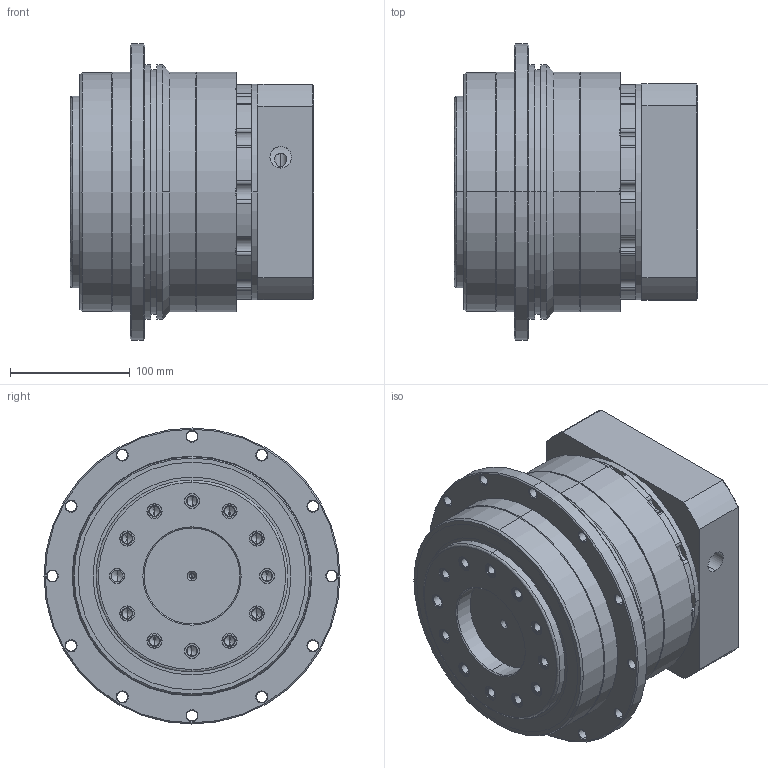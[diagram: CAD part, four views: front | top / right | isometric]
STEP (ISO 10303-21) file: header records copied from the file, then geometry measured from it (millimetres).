
FILE_DESCRIPTION (( 'STEP AP214' ), '1' );
FILE_NAME ('SD200-L1-35-114.3-200M12.STEP', '2022-02-25T00:10:07', ( 'admin' ), ( '' ), 'SwSTEP 2.0', 'SolidWorks 2013', '' );
FILE_SCHEMA (( 'AUTOMOTIVE_DESIGN' ));
Length unit declared in the file: millimetre
Products named in the file (4): PB180-114.3-200m12; PB180_X2_8F9351657AEF58F34F53_X0_; SD200_X2_8F9351FA7AEF_X0_; SD200-L1-35-114.3-200M12
Assembly tree (3 placements, depth 2):
  SD200-L1-35-114.3-200M12
    SD200_X2_8F9351FA7AEF_X0_
    PB180_X2_8F9351657AEF58F34F53_X0_
    PB180-114.3-200m12
Bounding box: 203 x 247 x 247 mm (x, y, z)
Volume: 5722536.9 mm3; surface area: 488647.3 mm2
Topology: 9 solids, 9 shells, 962 faces, 2356 edges, 1425 vertices
Faces by surface type: cylinder 473, cone 292, plane 117, torus 47, bspline 33
Entity records: 41487 total; most frequent: CARTESIAN_POINT 7535, DIRECTION 5367, ORIENTED_EDGE 4568, EDGE_CURVE 2284, AXIS2_PLACEMENT_3D 2254, VERTEX_POINT 1425, CIRCLE 1319, EDGE_LOOP 1121
